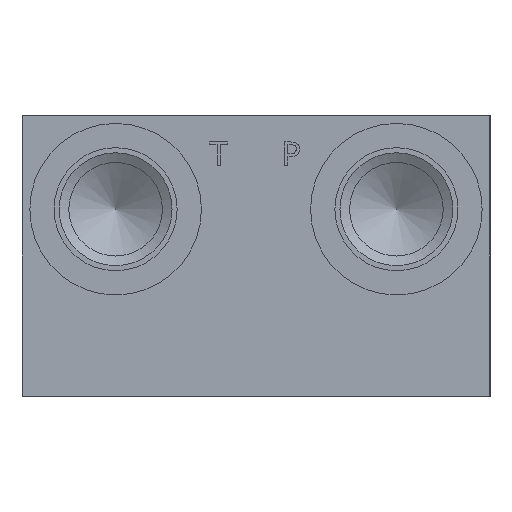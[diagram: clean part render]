
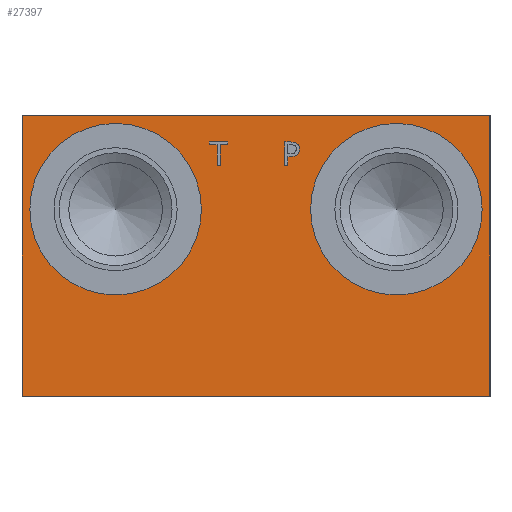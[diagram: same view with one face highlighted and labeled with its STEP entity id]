
A CAD part, left-side view. The second image highlights one B-rep face of the part: STEP entity #27397.
In plain terms, the highlighted planar face has unit normal (-1, 0, 0).
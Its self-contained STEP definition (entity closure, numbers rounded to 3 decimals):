
#340=CIRCLE('',#28759,23.279);
#341=CIRCLE('',#28760,23.279);
#342=CIRCLE('',#28761,23.279);
#343=CIRCLE('',#28762,23.279);
#1034=FACE_BOUND('',#4553,.T.);
#1035=FACE_BOUND('',#4554,.T.);
#1036=FACE_BOUND('',#4555,.T.);
#1037=FACE_BOUND('',#4556,.T.);
#1543=B_SPLINE_CURVE_WITH_KNOTS('',2,(#40518,#40519,#40520,#40521),
 .UNSPECIFIED.,.F.,.F.,(3,1,3),(0.,1.,2.),.UNSPECIFIED.);
#1545=B_SPLINE_CURVE_WITH_KNOTS('',2,(#40539,#40540,#40541,#40542),
 .UNSPECIFIED.,.F.,.F.,(3,1,3),(0.,1.,2.),.UNSPECIFIED.);
#1547=B_SPLINE_CURVE_WITH_KNOTS('',2,(#40588,#40589,#40590,#40591),
 .UNSPECIFIED.,.F.,.F.,(3,1,3),(0.,1.,2.),.UNSPECIFIED.);
#1549=B_SPLINE_CURVE_WITH_KNOTS('',2,(#40606,#40607,#40608,#40609),
 .UNSPECIFIED.,.F.,.F.,(3,1,3),(0.,1.,2.),.UNSPECIFIED.);
#3017=FACE_OUTER_BOUND('',#4552,.T.);
#4552=EDGE_LOOP('',(#19696,#19697,#19698,#19699));
#4553=EDGE_LOOP('',(#19700,#19701,#19702,#19703,#19704,#19705,#19706,#19707));
#4554=EDGE_LOOP('',(#19708,#19709));
#4555=EDGE_LOOP('',(#19710,#19711));
#4556=EDGE_LOOP('',(#19712,#19713,#19714,#19715,#19716,#19717,#19718,#19719,
#19720));
#5808=LINE('',#36140,#8199);
#6264=LINE('',#38571,#8655);
#6597=LINE('',#40368,#8988);
#6601=LINE('',#40376,#8992);
#6604=LINE('',#40382,#8995);
#6607=LINE('',#40388,#8998);
#6610=LINE('',#40394,#9001);
#6613=LINE('',#40400,#9004);
#6616=LINE('',#40406,#9007);
#6619=LINE('',#40411,#9010);
#6637=LINE('',#40551,#9028);
#6640=LINE('',#40557,#9031);
#6643=LINE('',#40563,#9034);
#6646=LINE('',#40569,#9037);
#6649=LINE('',#40575,#9040);
#6653=LINE('',#40617,#9044);
#6654=LINE('',#40618,#9045);
#8199=VECTOR('',#30208,10.);
#8655=VECTOR('',#31030,10.);
#8988=VECTOR('',#31599,10.);
#8992=VECTOR('',#31605,10.);
#8995=VECTOR('',#31610,10.);
#8998=VECTOR('',#31615,10.);
#9001=VECTOR('',#31620,10.);
#9004=VECTOR('',#31625,10.);
#9007=VECTOR('',#31630,10.);
#9010=VECTOR('',#31635,10.);
#9028=VECTOR('',#31663,10.);
#9031=VECTOR('',#31668,10.);
#9034=VECTOR('',#31673,10.);
#9037=VECTOR('',#31678,10.);
#9040=VECTOR('',#31683,10.);
#9044=VECTOR('',#31691,10.);
#9045=VECTOR('',#31692,10.);
#10581=VERTEX_POINT('',#36136);
#10583=VERTEX_POINT('',#36139);
#11031=VERTEX_POINT('',#38570);
#11352=VERTEX_POINT('',#40366);
#11353=VERTEX_POINT('',#40367);
#11356=VERTEX_POINT('',#40375);
#11358=VERTEX_POINT('',#40381);
#11360=VERTEX_POINT('',#40387);
#11362=VERTEX_POINT('',#40393);
#11364=VERTEX_POINT('',#40399);
#11366=VERTEX_POINT('',#40405);
#11382=VERTEX_POINT('',#40516);
#11383=VERTEX_POINT('',#40517);
#11386=VERTEX_POINT('',#40538);
#11388=VERTEX_POINT('',#40550);
#11390=VERTEX_POINT('',#40556);
#11392=VERTEX_POINT('',#40562);
#11394=VERTEX_POINT('',#40568);
#11396=VERTEX_POINT('',#40574);
#11398=VERTEX_POINT('',#40587);
#11400=VERTEX_POINT('',#40616);
#11401=VERTEX_POINT('',#40619);
#11402=VERTEX_POINT('',#40620);
#11403=VERTEX_POINT('',#40623);
#11404=VERTEX_POINT('',#40624);
#13355=EDGE_CURVE('',#10583,#10581,#5808,.T.);
#14011=EDGE_CURVE('',#10583,#11031,#6264,.T.);
#14486=EDGE_CURVE('',#11352,#11353,#6597,.T.);
#14490=EDGE_CURVE('',#11356,#11352,#6601,.T.);
#14493=EDGE_CURVE('',#11358,#11356,#6604,.T.);
#14496=EDGE_CURVE('',#11360,#11358,#6607,.T.);
#14499=EDGE_CURVE('',#11362,#11360,#6610,.T.);
#14502=EDGE_CURVE('',#11364,#11362,#6613,.T.);
#14505=EDGE_CURVE('',#11366,#11364,#6616,.T.);
#14508=EDGE_CURVE('',#11353,#11366,#6619,.T.);
#14531=EDGE_CURVE('',#11382,#11383,#1543,.T.);
#14535=EDGE_CURVE('',#11386,#11382,#1545,.T.);
#14538=EDGE_CURVE('',#11388,#11386,#6637,.T.);
#14541=EDGE_CURVE('',#11390,#11388,#6640,.T.);
#14544=EDGE_CURVE('',#11392,#11390,#6643,.T.);
#14547=EDGE_CURVE('',#11394,#11392,#6646,.T.);
#14550=EDGE_CURVE('',#11396,#11394,#6649,.T.);
#14553=EDGE_CURVE('',#11398,#11396,#1547,.T.);
#14556=EDGE_CURVE('',#11383,#11398,#1549,.T.);
#14558=EDGE_CURVE('',#10581,#11400,#6653,.T.);
#14559=EDGE_CURVE('',#11031,#11400,#6654,.T.);
#14560=EDGE_CURVE('',#11401,#11402,#340,.T.);
#14561=EDGE_CURVE('',#11402,#11401,#341,.T.);
#14562=EDGE_CURVE('',#11403,#11404,#342,.T.);
#14563=EDGE_CURVE('',#11404,#11403,#343,.T.);
#19696=ORIENTED_EDGE('',*,*,#13355,.T.);
#19697=ORIENTED_EDGE('',*,*,#14558,.T.);
#19698=ORIENTED_EDGE('',*,*,#14559,.F.);
#19699=ORIENTED_EDGE('',*,*,#14011,.F.);
#19700=ORIENTED_EDGE('',*,*,#14486,.T.);
#19701=ORIENTED_EDGE('',*,*,#14508,.T.);
#19702=ORIENTED_EDGE('',*,*,#14505,.T.);
#19703=ORIENTED_EDGE('',*,*,#14502,.T.);
#19704=ORIENTED_EDGE('',*,*,#14499,.T.);
#19705=ORIENTED_EDGE('',*,*,#14496,.T.);
#19706=ORIENTED_EDGE('',*,*,#14493,.T.);
#19707=ORIENTED_EDGE('',*,*,#14490,.T.);
#19708=ORIENTED_EDGE('',*,*,#14560,.T.);
#19709=ORIENTED_EDGE('',*,*,#14561,.T.);
#19710=ORIENTED_EDGE('',*,*,#14562,.T.);
#19711=ORIENTED_EDGE('',*,*,#14563,.T.);
#19712=ORIENTED_EDGE('',*,*,#14531,.T.);
#19713=ORIENTED_EDGE('',*,*,#14556,.T.);
#19714=ORIENTED_EDGE('',*,*,#14553,.T.);
#19715=ORIENTED_EDGE('',*,*,#14550,.T.);
#19716=ORIENTED_EDGE('',*,*,#14547,.T.);
#19717=ORIENTED_EDGE('',*,*,#14544,.T.);
#19718=ORIENTED_EDGE('',*,*,#14541,.T.);
#19719=ORIENTED_EDGE('',*,*,#14538,.T.);
#19720=ORIENTED_EDGE('',*,*,#14535,.T.);
#25438=PLANE('',#28758);
#27397=ADVANCED_FACE('',(#3017,#1034,#1035,#1036,#1037),#25438,.T.);
#28758=AXIS2_PLACEMENT_3D('',#40615,#31689,#31690);
#28759=AXIS2_PLACEMENT_3D('',#40621,#31693,#31694);
#28760=AXIS2_PLACEMENT_3D('',#40622,#31695,#31696);
#28761=AXIS2_PLACEMENT_3D('',#40625,#31697,#31698);
#28762=AXIS2_PLACEMENT_3D('',#40626,#31699,#31700);
#30208=DIRECTION('',(0.,-1.,0.));
#31030=DIRECTION('',(0.,0.,1.));
#31599=DIRECTION('',(0.,1.,0.));
#31605=DIRECTION('',(0.,0.,-1.));
#31610=DIRECTION('',(0.,1.,0.));
#31615=DIRECTION('',(0.,0.,-1.));
#31620=DIRECTION('',(0.,-1.,0.));
#31625=DIRECTION('',(0.,0.,1.));
#31630=DIRECTION('',(0.,1.,0.));
#31635=DIRECTION('',(0.,0.,1.));
#31663=DIRECTION('',(0.,-1.,0.));
#31668=DIRECTION('',(0.,0.,1.));
#31673=DIRECTION('',(0.,1.,0.));
#31678=DIRECTION('',(0.,0.,-1.));
#31683=DIRECTION('',(0.,1.,0.));
#31689=DIRECTION('center_axis',(-1.,0.,0.));
#31690=DIRECTION('ref_axis',(0.,-1.,0.));
#31691=DIRECTION('',(0.,0.,1.));
#31692=DIRECTION('',(0.,-1.,0.));
#31693=DIRECTION('center_axis',(1.,0.,0.));
#31694=DIRECTION('ref_axis',(0.,0.,1.));
#31695=DIRECTION('center_axis',(1.,0.,0.));
#31696=DIRECTION('ref_axis',(0.,0.,1.));
#31697=DIRECTION('center_axis',(1.,0.,0.));
#31698=DIRECTION('ref_axis',(0.,0.,1.));
#31699=DIRECTION('center_axis',(1.,0.,0.));
#31700=DIRECTION('ref_axis',(0.,0.,1.));
#36136=CARTESIAN_POINT('',(0.,0.,0.));
#36139=CARTESIAN_POINT('',(0.,127.,0.));
#36140=CARTESIAN_POINT('',(0.,127.,0.));
#38570=CARTESIAN_POINT('',(0.,127.,76.2));
#38571=CARTESIAN_POINT('',(0.,127.,0.));
#40366=CARTESIAN_POINT('',(0.,73.231,62.706));
#40367=CARTESIAN_POINT('',(0.,74.075,62.706));
#40368=CARTESIAN_POINT('',(0.,100.115,62.706));
#40375=CARTESIAN_POINT('',(0.,73.231,68.305));
#40376=CARTESIAN_POINT('',(0.,73.231,34.152));
#40381=CARTESIAN_POINT('',(0.,71.1,68.305));
#40382=CARTESIAN_POINT('',(0.,99.05,68.305));
#40387=CARTESIAN_POINT('',(0.,71.1,69.056));
#40388=CARTESIAN_POINT('',(0.,71.1,34.528));
#40393=CARTESIAN_POINT('',(0.,76.205,69.056));
#40394=CARTESIAN_POINT('',(0.,101.603,69.056));
#40399=CARTESIAN_POINT('',(0.,76.205,68.305));
#40400=CARTESIAN_POINT('',(0.,76.205,34.152));
#40405=CARTESIAN_POINT('',(0.,74.075,68.305));
#40406=CARTESIAN_POINT('',(0.,100.537,68.305));
#40411=CARTESIAN_POINT('',(0.,74.075,31.353));
#40516=CARTESIAN_POINT('',(0.,52.456,68.66));
#40517=CARTESIAN_POINT('',(0.,51.699,67.142));
#40518=CARTESIAN_POINT('Ctrl Pts',(0.,52.456,68.66));
#40519=CARTESIAN_POINT('Ctrl Pts',(0.,52.101,68.418));
#40520=CARTESIAN_POINT('Ctrl Pts',(0.,51.699,67.672));
#40521=CARTESIAN_POINT('Ctrl Pts',(0.,51.699,67.142));
#40538=CARTESIAN_POINT('',(0.,54.118,69.056));
#40539=CARTESIAN_POINT('Ctrl Pts',(0.,54.118,69.056));
#40540=CARTESIAN_POINT('Ctrl Pts',(0.,53.552,69.056));
#40541=CARTESIAN_POINT('Ctrl Pts',(0.,52.759,68.871));
#40542=CARTESIAN_POINT('Ctrl Pts',(0.,52.456,68.66));
#40550=CARTESIAN_POINT('',(0.,55.713,69.056));
#40551=CARTESIAN_POINT('',(0.,91.357,69.056));
#40556=CARTESIAN_POINT('',(0.,55.713,62.706));
#40557=CARTESIAN_POINT('',(0.,55.713,31.353));
#40562=CARTESIAN_POINT('',(0.,54.869,62.706));
#40563=CARTESIAN_POINT('',(0.,90.935,62.706));
#40568=CARTESIAN_POINT('',(0.,54.869,65.073));
#40569=CARTESIAN_POINT('',(0.,54.869,32.537));
#40574=CARTESIAN_POINT('',(0.,54.154,65.073));
#40575=CARTESIAN_POINT('',(0.,90.577,65.073));
#40587=CARTESIAN_POINT('',(0.,52.255,65.732));
#40588=CARTESIAN_POINT('Ctrl Pts',(0.,52.255,65.732));
#40589=CARTESIAN_POINT('Ctrl Pts',(0.,52.584,65.408));
#40590=CARTESIAN_POINT('Ctrl Pts',(0.,53.475,65.073));
#40591=CARTESIAN_POINT('Ctrl Pts',(0.,54.154,65.073));
#40606=CARTESIAN_POINT('Ctrl Pts',(0.,51.699,67.142));
#40607=CARTESIAN_POINT('Ctrl Pts',(0.,51.699,66.73));
#40608=CARTESIAN_POINT('Ctrl Pts',(0.,51.993,65.989));
#40609=CARTESIAN_POINT('Ctrl Pts',(0.,52.255,65.732));
#40615=CARTESIAN_POINT('Origin',(0.,127.,0.));
#40616=CARTESIAN_POINT('',(0.,0.,76.2));
#40617=CARTESIAN_POINT('',(0.,0.,0.));
#40618=CARTESIAN_POINT('',(0.,127.,76.2));
#40619=CARTESIAN_POINT('',(0.,25.4,74.079));
#40620=CARTESIAN_POINT('',(0.,25.4,27.521));
#40621=CARTESIAN_POINT('Origin',(0.,25.4,50.8));
#40622=CARTESIAN_POINT('Origin',(0.,25.4,50.8));
#40623=CARTESIAN_POINT('',(0.,101.6,74.079));
#40624=CARTESIAN_POINT('',(0.,101.6,27.521));
#40625=CARTESIAN_POINT('Origin',(0.,101.6,50.8));
#40626=CARTESIAN_POINT('Origin',(0.,101.6,50.8));
